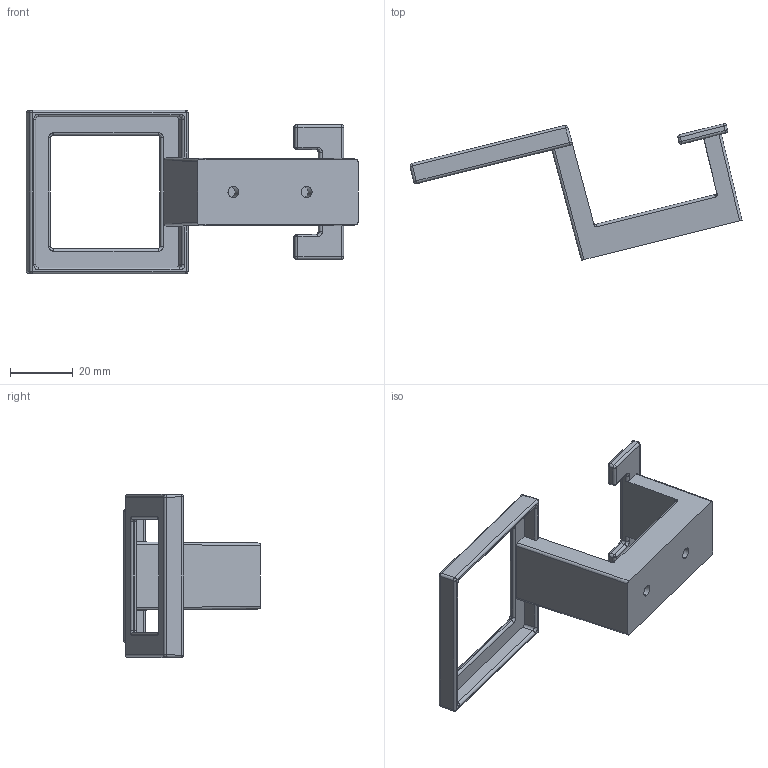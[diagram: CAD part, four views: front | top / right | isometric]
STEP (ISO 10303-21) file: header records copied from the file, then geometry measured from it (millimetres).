
FILE_DESCRIPTION(('Creo Elements/Direct Modeling STEP Export'),'2;1');
FILE_NAME('2434.stp','2019-02-13T13:29:01',(''),(''),'Creo Elements/Direct Modeling STEP processor for AP214 (Solid Model)','Creo Elements/Direct Modeling 20.0 12-Nov-2016 (C) Parametric Technology GmbH','');
FILE_SCHEMA(('AUTOMOTIVE_DESIGN { 1 0 10303 214 1 1 1 1 }'));
Length unit declared in the file: millimetre
Products named in the file (2): 2434
Assembly tree (1 placements, depth 2):
  2434
    2434
Bounding box: 105.69 x 43.43 x 51.97 mm (x, y, z)
Volume: 23364 mm3; surface area: 11924.1 mm2
Topology: 1 solids, 1 shells, 157 faces, 377 edges, 206 vertices
Faces by surface type: cylinder 71, plane 34, bspline 34, sphere 18
Entity records: 6678 total; most frequent: CARTESIAN_POINT 3500, ORIENTED_EDGE 718, DIRECTION 563, EDGE_CURVE 359, VERTEX_POINT 206, AXIS2_PLACEMENT_3D 201, VECTOR 161, LINE 161
